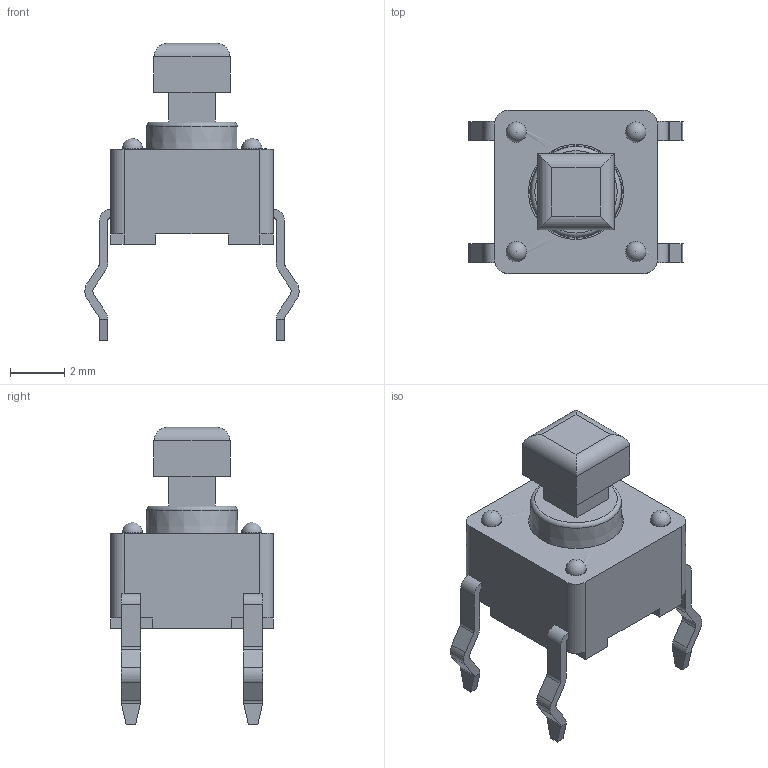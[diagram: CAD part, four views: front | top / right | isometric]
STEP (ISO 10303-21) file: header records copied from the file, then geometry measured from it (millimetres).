
FILE_DESCRIPTION((' '),'2;1');
FILE_NAME('TL1105SPFxxxx.stp','2017-07-26T13:51:00',(' '),(' '),' ','ACIS',' ');
FILE_SCHEMA(('CONFIG_CONTROL_DESIGN'));
Length unit declared in the file: inch
Products named in the file (1): TL1105SPFxxxx.stp
Bounding box: 7.89 x 6 x 10.95 mm (x, y, z)
Volume: 121.6 mm3; surface area: 386.4 mm2
Topology: 1 solids, 2 shells, 237 faces, 620 edges, 400 vertices
Faces by surface type: plane 155, cylinder 71, sphere 6, cone 2, bspline 2, torus 1
Full cylindrical faces by diameter (mm): 0.75 x4, 1 x1, 3.5 x1, 5 x1
Entity records: 7243 total; most frequent: CARTESIAN_POINT 1322, DIRECTION 1198, ORIENTED_EDGE 1196, EDGE_CURVE 598, VECTOR 450, LINE 450, VERTEX_POINT 392, AXIS2_PLACEMENT_3D 374
